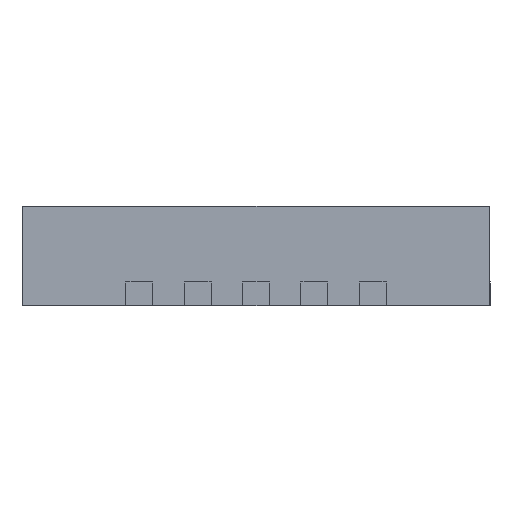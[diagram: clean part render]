
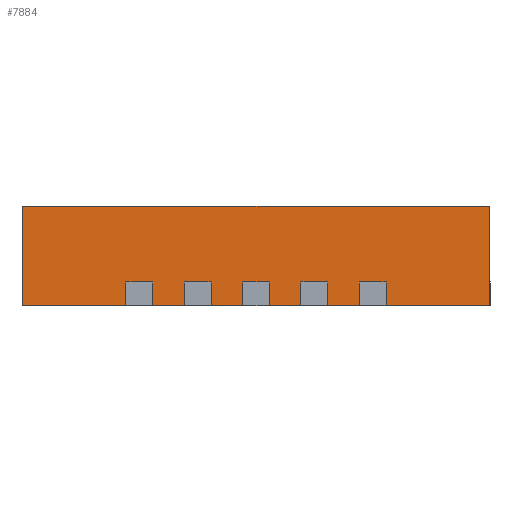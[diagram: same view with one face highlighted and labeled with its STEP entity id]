
A CAD part, left-side view. The second image highlights one B-rep face of the part: STEP entity #7884.
In plain terms, the highlighted planar face has unit normal (-1, 0, 0).
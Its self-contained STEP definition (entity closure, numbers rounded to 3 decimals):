
#127 = VERTEX_POINT ( 'NONE', #1835 ) ;
#210 = VECTOR ( 'NONE', #4681, 1000. ) ;
#367 = CARTESIAN_POINT ( 'NONE',  ( -2., -2., 0. ) ) ;
#440 = DIRECTION ( 'NONE',  ( 0., 0., -1. ) ) ;
#668 = EDGE_CURVE ( 'NONE', #127, #1697, #7023, .T. ) ;
#889 = EDGE_LOOP ( 'NONE', ( #2953, #1095, #2703, #6135 ) ) ;
#1060 = EDGE_CURVE ( 'NONE', #5299, #3065, #2781, .T. ) ;
#1095 = ORIENTED_EDGE ( 'NONE', *, *, #668, .F. ) ;
#1295 = DIRECTION ( 'NONE',  ( 1., 0., 0. ) ) ;
#1697 = VERTEX_POINT ( 'NONE', #367 ) ;
#1835 = CARTESIAN_POINT ( 'NONE',  ( -2., -2., 0.85 ) ) ;
#1995 = DIRECTION ( 'NONE',  ( 0., -1., 0. ) ) ;
#2120 = CARTESIAN_POINT ( 'NONE',  ( -2., -2., 0.85 ) ) ;
#2356 = CARTESIAN_POINT ( 'NONE',  ( -2., -2., 0.85 ) ) ;
#2703 = ORIENTED_EDGE ( 'NONE', *, *, #4313, .F. ) ;
#2781 = LINE ( 'NONE', #2900, #7850 ) ;
#2862 = CARTESIAN_POINT ( 'NONE',  ( -2., 2., 0.85 ) ) ;
#2900 = CARTESIAN_POINT ( 'NONE',  ( -2., 2., 0.85 ) ) ;
#2953 = ORIENTED_EDGE ( 'NONE', *, *, #7156, .T. ) ;
#3065 = VERTEX_POINT ( 'NONE', #7927 ) ;
#4313 = EDGE_CURVE ( 'NONE', #5299, #127, #7223, .T. ) ;
#4371 = VECTOR ( 'NONE', #440, 1000. ) ;
#4495 = DIRECTION ( 'NONE',  ( 0., 0., -1. ) ) ;
#4681 = DIRECTION ( 'NONE',  ( 0., -1., 0. ) ) ;
#5144 = CARTESIAN_POINT ( 'NONE',  ( -2., -2., 0.85 ) ) ;
#5299 = VERTEX_POINT ( 'NONE', #2862 ) ;
#5424 = DIRECTION ( 'NONE',  ( 0., 0., -1. ) ) ;
#5645 = FACE_OUTER_BOUND ( 'NONE', #889, .T. ) ;
#5829 = AXIS2_PLACEMENT_3D ( 'NONE', #5144, #1295, #4495 ) ;
#6135 = ORIENTED_EDGE ( 'NONE', *, *, #1060, .T. ) ;
#7023 = LINE ( 'NONE', #2356, #4371 ) ;
#7106 = LINE ( 'NONE', #7789, #7871 ) ;
#7156 = EDGE_CURVE ( 'NONE', #3065, #1697, #7106, .T. ) ;
#7223 = LINE ( 'NONE', #2120, #210 ) ;
#7661 = PLANE ( 'NONE',  #5829 ) ;
#7789 = CARTESIAN_POINT ( 'NONE',  ( -2., -2., 0. ) ) ;
#7850 = VECTOR ( 'NONE', #5424, 1000. ) ;
#7871 = VECTOR ( 'NONE', #1995, 1000. ) ;
#7884 = ADVANCED_FACE ( 'NONE', ( #5645 ), #7661, .F. ) ;
#7927 = CARTESIAN_POINT ( 'NONE',  ( -2., 2., 0. ) ) ;
